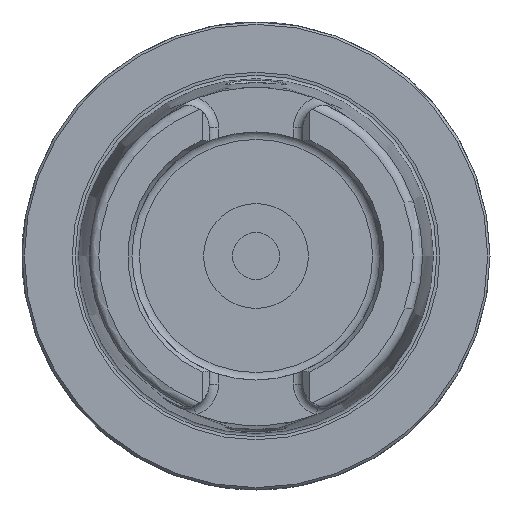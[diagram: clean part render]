
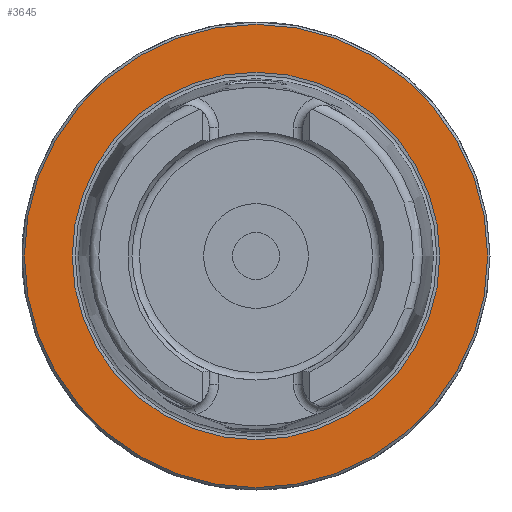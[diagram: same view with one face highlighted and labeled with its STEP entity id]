
A CAD part, left-side view. The second image highlights one B-rep face of the part: STEP entity #3645.
In plain terms, the highlighted planar face has unit normal (-1, 0, 0).
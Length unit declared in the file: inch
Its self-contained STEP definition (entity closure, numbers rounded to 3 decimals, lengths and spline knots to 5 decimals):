
#686=FACE_BOUND('',#1148,.T.);
#737=PLANE('',#4128);
#945=FACE_OUTER_BOUND('',#1147,.T.);
#1147=EDGE_LOOP('',(#3224));
#1148=EDGE_LOOP('',(#3225));
#1723=CIRCLE('',#4127,39.27478);
#1724=CIRCLE('',#4129,49.5);
#2038=VERTEX_POINT('',#7008);
#2039=VERTEX_POINT('',#7012);
#2450=EDGE_CURVE('',#2038,#2038,#1723,.T.);
#2451=EDGE_CURVE('',#2039,#2039,#1724,.T.);
#3224=ORIENTED_EDGE('',*,*,#2451,.F.);
#3225=ORIENTED_EDGE('',*,*,#2450,.T.);
#3645=ADVANCED_FACE('',(#945,#686),#737,.T.);
#4127=AXIS2_PLACEMENT_3D('',#7010,#4979,#4980);
#4128=AXIS2_PLACEMENT_3D('',#7011,#4981,#4982);
#4129=AXIS2_PLACEMENT_3D('',#7013,#4983,#4984);
#4979=DIRECTION('center_axis',(1.,0.,0.));
#4980=DIRECTION('ref_axis',(0.,0.,-1.));
#4981=DIRECTION('center_axis',(-1.,0.,0.));
#4982=DIRECTION('ref_axis',(0.,0.,1.));
#4983=DIRECTION('center_axis',(1.,0.,0.));
#4984=DIRECTION('ref_axis',(0.,0.,-1.));
#7008=CARTESIAN_POINT('',(0.,-39.27478,0.));
#7010=CARTESIAN_POINT('Origin',(0.,0.,0.));
#7011=CARTESIAN_POINT('Origin',(0.,49.5,0.));
#7012=CARTESIAN_POINT('',(0.,-49.5,0.));
#7013=CARTESIAN_POINT('Origin',(0.,0.,0.));
